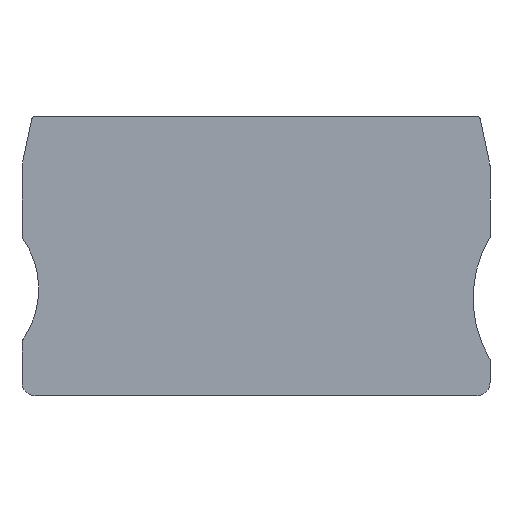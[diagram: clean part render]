
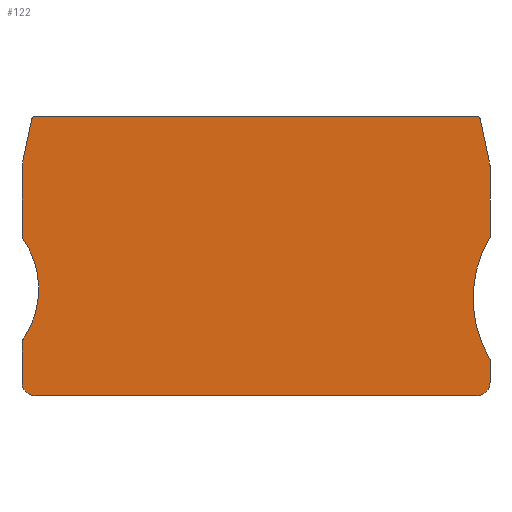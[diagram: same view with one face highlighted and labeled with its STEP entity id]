
A CAD part, front view. The second image highlights one B-rep face of the part: STEP entity #122.
In plain terms, the highlighted planar face has unit normal (0, -1, 0).
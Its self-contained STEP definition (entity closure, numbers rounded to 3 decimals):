
#122=ADVANCED_FACE('',(#151),#132,.T.);
#132=PLANE('',#479);
#151=FACE_OUTER_BOUND('',#170,.T.);
#170=EDGE_LOOP('',(#322,#323,#324,#325,#326,#327,#328,#329,#330,#331,#332,
#333,#334,#335,#336,#337,#338));
#180=LINE('',#627,#213);
#183=LINE('',#633,#216);
#185=LINE('',#637,#218);
#190=LINE('',#649,#223);
#193=LINE('',#657,#226);
#196=LINE('',#665,#229);
#199=LINE('',#673,#232);
#202=LINE('',#681,#235);
#213=VECTOR('',#511,1.);
#216=VECTOR('',#516,1.);
#218=VECTOR('',#520,1.);
#223=VECTOR('',#531,1.);
#226=VECTOR('',#540,1.);
#229=VECTOR('',#549,1.);
#232=VECTOR('',#558,1.);
#235=VECTOR('',#567,1.);
#322=ORIENTED_EDGE('',*,*,#410,.T.);
#323=ORIENTED_EDGE('',*,*,#412,.T.);
#324=ORIENTED_EDGE('',*,*,#414,.T.);
#325=ORIENTED_EDGE('',*,*,#416,.T.);
#326=ORIENTED_EDGE('',*,*,#418,.T.);
#327=ORIENTED_EDGE('',*,*,#420,.T.);
#328=ORIENTED_EDGE('',*,*,#421,.T.);
#329=ORIENTED_EDGE('',*,*,#391,.T.);
#330=ORIENTED_EDGE('',*,*,#423,.T.);
#331=ORIENTED_EDGE('',*,*,#394,.T.);
#332=ORIENTED_EDGE('',*,*,#422,.T.);
#333=ORIENTED_EDGE('',*,*,#396,.T.);
#334=ORIENTED_EDGE('',*,*,#400,.T.);
#335=ORIENTED_EDGE('',*,*,#402,.T.);
#336=ORIENTED_EDGE('',*,*,#404,.T.);
#337=ORIENTED_EDGE('',*,*,#406,.T.);
#338=ORIENTED_EDGE('',*,*,#408,.T.);
#356=VERTEX_POINT('',#626);
#357=VERTEX_POINT('',#628);
#358=VERTEX_POINT('',#632);
#359=VERTEX_POINT('',#634);
#360=VERTEX_POINT('',#638);
#361=VERTEX_POINT('',#639);
#362=VERTEX_POINT('',#644);
#363=VERTEX_POINT('',#648);
#364=VERTEX_POINT('',#652);
#365=VERTEX_POINT('',#656);
#366=VERTEX_POINT('',#660);
#367=VERTEX_POINT('',#664);
#368=VERTEX_POINT('',#668);
#369=VERTEX_POINT('',#672);
#370=VERTEX_POINT('',#676);
#371=VERTEX_POINT('',#680);
#372=VERTEX_POINT('',#684);
#391=EDGE_CURVE('',#357,#356,#180,.T.);
#394=EDGE_CURVE('',#359,#358,#183,.T.);
#396=EDGE_CURVE('',#360,#361,#185,.T.);
#400=EDGE_CURVE('',#361,#362,#433,.T.);
#402=EDGE_CURVE('',#362,#363,#190,.T.);
#404=EDGE_CURVE('',#363,#364,#434,.T.);
#406=EDGE_CURVE('',#364,#365,#193,.T.);
#408=EDGE_CURVE('',#365,#366,#435,.T.);
#410=EDGE_CURVE('',#366,#367,#196,.T.);
#412=EDGE_CURVE('',#367,#368,#436,.T.);
#414=EDGE_CURVE('',#368,#369,#199,.T.);
#416=EDGE_CURVE('',#369,#370,#437,.T.);
#418=EDGE_CURVE('',#370,#371,#202,.T.);
#420=EDGE_CURVE('',#371,#372,#438,.T.);
#421=EDGE_CURVE('',#372,#357,#439,.T.);
#422=EDGE_CURVE('',#358,#360,#440,.T.);
#423=EDGE_CURVE('',#356,#359,#441,.T.);
#433=CIRCLE('',#456,18.);
#434=CIRCLE('',#459,0.5);
#435=CIRCLE('',#462,0.5);
#436=CIRCLE('',#465,0.5);
#437=CIRCLE('',#468,0.5);
#438=CIRCLE('',#471,13.5);
#439=CIRCLE('',#473,1.);
#440=CIRCLE('',#475,2.);
#441=CIRCLE('',#477,2.);
#456=AXIS2_PLACEMENT_3D('',#645,#526,#527);
#459=AXIS2_PLACEMENT_3D('',#653,#535,#536);
#462=AXIS2_PLACEMENT_3D('',#661,#544,#545);
#465=AXIS2_PLACEMENT_3D('',#669,#553,#554);
#468=AXIS2_PLACEMENT_3D('',#677,#562,#563);
#471=AXIS2_PLACEMENT_3D('',#685,#571,#572);
#473=AXIS2_PLACEMENT_3D('',#687,#575,#576);
#475=AXIS2_PLACEMENT_3D('',#689,#579,#580);
#477=AXIS2_PLACEMENT_3D('',#691,#583,#584);
#479=AXIS2_PLACEMENT_3D('',#693,#587,#588);
#511=DIRECTION('',(0.,0.,-1.));
#516=DIRECTION('',(1.,0.,0.));
#520=DIRECTION('',(0.,0.,1.));
#526=DIRECTION('',(0.,1.,0.));
#527=DIRECTION('',(1.,0.,0.));
#531=DIRECTION('',(0.,0.,1.));
#535=DIRECTION('',(0.,-1.,0.));
#536=DIRECTION('',(1.,0.,0.));
#540=DIRECTION('',(-0.208,0.,0.978));
#544=DIRECTION('',(0.,-1.,0.));
#545=DIRECTION('',(1.,0.,0.));
#549=DIRECTION('',(-1.,0.,0.));
#553=DIRECTION('',(0.,-1.,0.));
#554=DIRECTION('',(1.,0.,0.));
#558=DIRECTION('',(-0.208,0.,-0.978));
#562=DIRECTION('',(0.,-1.,0.));
#563=DIRECTION('',(1.,0.,0.));
#567=DIRECTION('',(0.,0.,-1.));
#571=DIRECTION('',(0.,1.,0.));
#572=DIRECTION('',(1.,0.,0.));
#575=DIRECTION('',(0.,-1.,0.));
#576=DIRECTION('',(1.,0.,0.));
#579=DIRECTION('',(0.,-1.,0.));
#580=DIRECTION('',(0.,0.,-1.));
#583=DIRECTION('',(0.,-1.,0.));
#584=DIRECTION('',(0.,0.,-1.));
#587=DIRECTION('',(0.,-1.,0.));
#588=DIRECTION('',(0.,0.,-1.));
#626=CARTESIAN_POINT('',(-35.75,-2.2,2.2));
#627=CARTESIAN_POINT('',(-35.75,-2.2,8.285));
#628=CARTESIAN_POINT('',(-35.75,-2.2,8.285));
#632=CARTESIAN_POINT('',(33.75,-2.2,0.2));
#633=CARTESIAN_POINT('',(-33.75,-2.2,0.2));
#634=CARTESIAN_POINT('',(-33.75,-2.2,0.2));
#637=CARTESIAN_POINT('',(35.75,-2.2,2.));
#638=CARTESIAN_POINT('',(35.75,-2.2,2.2));
#639=CARTESIAN_POINT('',(35.75,-2.2,5.787));
#644=CARTESIAN_POINT('',(35.75,-2.2,24.4));
#645=CARTESIAN_POINT('',(51.157,-2.2,15.093));
#648=CARTESIAN_POINT('',(35.75,-2.2,35.347));
#649=CARTESIAN_POINT('',(35.75,-2.2,24.4));
#652=CARTESIAN_POINT('',(35.739,-2.2,35.451));
#653=CARTESIAN_POINT('',(35.25,-2.2,35.347));
#656=CARTESIAN_POINT('',(34.24,-2.2,42.504));
#657=CARTESIAN_POINT('',(35.739,-2.2,35.451));
#660=CARTESIAN_POINT('',(33.751,-2.2,42.9));
#661=CARTESIAN_POINT('',(33.751,-2.2,42.4));
#664=CARTESIAN_POINT('',(-33.751,-2.2,42.9));
#665=CARTESIAN_POINT('',(33.751,-2.2,42.9));
#668=CARTESIAN_POINT('',(-34.24,-2.2,42.504));
#669=CARTESIAN_POINT('',(-33.751,-2.2,42.4));
#672=CARTESIAN_POINT('',(-35.739,-2.2,35.451));
#673=CARTESIAN_POINT('',(-34.24,-2.2,42.504));
#676=CARTESIAN_POINT('',(-35.75,-2.2,35.347));
#677=CARTESIAN_POINT('',(-35.25,-2.2,35.347));
#680=CARTESIAN_POINT('',(-35.75,-2.2,24.4));
#681=CARTESIAN_POINT('',(-35.75,-2.2,35.347));
#684=CARTESIAN_POINT('',(-35.574,-2.2,8.851));
#685=CARTESIAN_POINT('',(-46.698,-2.2,16.501));
#687=CARTESIAN_POINT('',(-34.75,-2.2,8.285));
#689=CARTESIAN_POINT('',(33.75,-2.2,2.2));
#691=CARTESIAN_POINT('',(-33.75,-2.2,2.2));
#693=CARTESIAN_POINT('',(-33.75,-2.2,2.));
